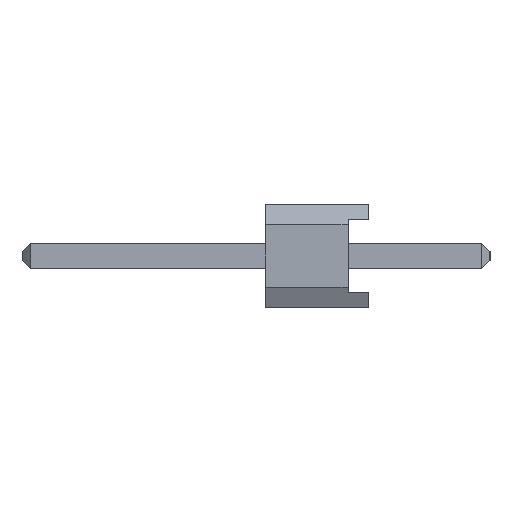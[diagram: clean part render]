
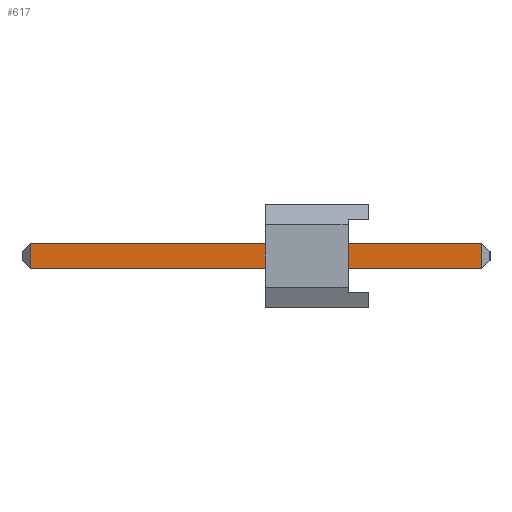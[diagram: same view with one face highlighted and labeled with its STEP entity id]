
A CAD part, left-side view. The second image highlights one B-rep face of the part: STEP entity #617.
In plain terms, the highlighted face is planar.
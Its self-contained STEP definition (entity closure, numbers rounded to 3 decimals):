
#91=FACE_OUTER_BOUND('',#123,.T.);
#123=EDGE_LOOP('',(#451,#452,#453,#454));
#152=LINE('',#943,#228);
#169=LINE('',#978,#245);
#170=LINE('',#980,#246);
#171=LINE('',#981,#247);
#228=VECTOR('',#765,1000.);
#245=VECTOR('',#794,1000.);
#246=VECTOR('',#795,1000.);
#247=VECTOR('',#796,1000.);
#304=VERTEX_POINT('',#940);
#305=VERTEX_POINT('',#942);
#317=VERTEX_POINT('',#977);
#318=VERTEX_POINT('',#979);
#352=EDGE_CURVE('',#305,#304,#152,.T.);
#369=EDGE_CURVE('',#305,#317,#169,.T.);
#370=EDGE_CURVE('',#304,#318,#170,.T.);
#371=EDGE_CURVE('',#318,#317,#171,.T.);
#451=ORIENTED_EDGE('',*,*,#369,.F.);
#452=ORIENTED_EDGE('',*,*,#352,.T.);
#453=ORIENTED_EDGE('',*,*,#370,.T.);
#454=ORIENTED_EDGE('',*,*,#371,.T.);
#585=PLANE('',#715);
#617=ADVANCED_FACE('',(#91),#585,.F.);
#715=AXIS2_PLACEMENT_3D('',#976,#792,#793);
#765=DIRECTION('',(0.,1.,0.));
#792=DIRECTION('center_axis',(-1.,0.,0.));
#793=DIRECTION('ref_axis',(0.,0.,1.));
#794=DIRECTION('',(0.,0.,1.));
#795=DIRECTION('',(0.,0.,1.));
#796=DIRECTION('',(0.,-1.,0.));
#940=CARTESIAN_POINT('',(0.32,0.32,-5.57));
#942=CARTESIAN_POINT('',(0.32,-0.32,-5.57));
#943=CARTESIAN_POINT('',(0.32,-0.32,-5.57));
#976=CARTESIAN_POINT('Origin',(0.32,-0.32,-5.77));
#977=CARTESIAN_POINT('',(0.32,-0.32,5.57));
#978=CARTESIAN_POINT('',(0.32,-0.32,-5.77));
#979=CARTESIAN_POINT('',(0.32,0.32,5.57));
#980=CARTESIAN_POINT('',(0.32,0.32,-5.77));
#981=CARTESIAN_POINT('',(0.32,-0.32,5.57));
